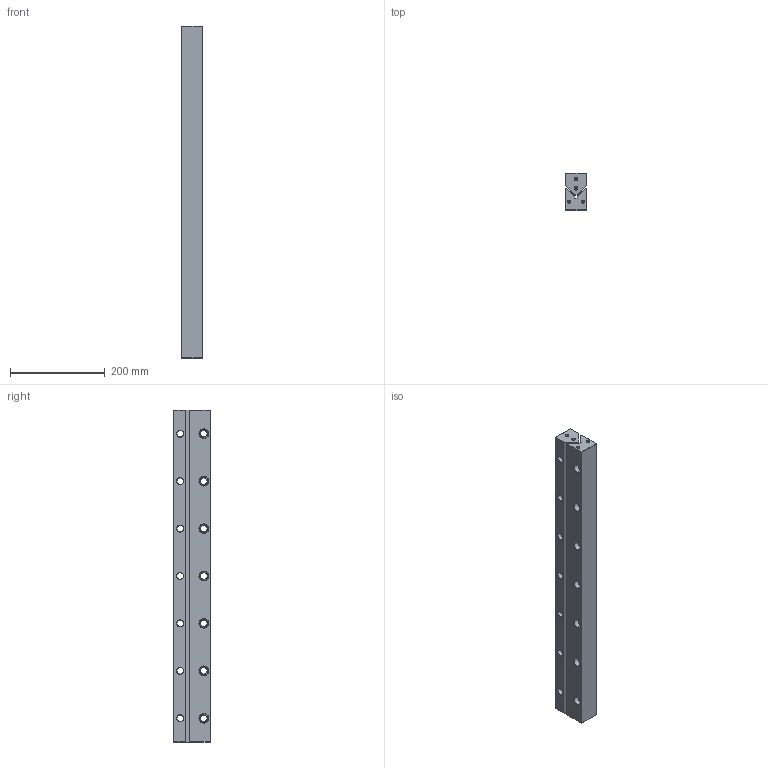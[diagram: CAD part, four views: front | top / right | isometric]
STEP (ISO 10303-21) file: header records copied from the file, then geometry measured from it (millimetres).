
FILE_DESCRIPTION (( 'STEP AP214' ), '1' );
FILE_NAME ('NO3555_700.step', '2013-03-11T06:53:25', ( '' ), ( '' ), 'SwSTEP 2.0', 'SolidWorks 2012', '' );
FILE_SCHEMA (( 'AUTOMOTIVE_DESIGN' ));
Length unit declared in the file: millimetre
Products named in the file (1): NO3555_700
Bounding box: 45 x 78 x 700 mm (x, y, z)
Volume: 2164292.6 mm3; surface area: 281407.6 mm2
Topology: 2 solids, 2 shells, 385 faces, 933 edges, 590 vertices
Faces by surface type: plane 180, cone 88, cylinder 74, bspline 43
Entity records: 15114 total; most frequent: CARTESIAN_POINT 4520, ORIENTED_EDGE 1866, DIRECTION 1797, EDGE_CURVE 933, AXIS2_PLACEMENT_3D 607, VERTEX_POINT 590, VECTOR 583, LINE 583
